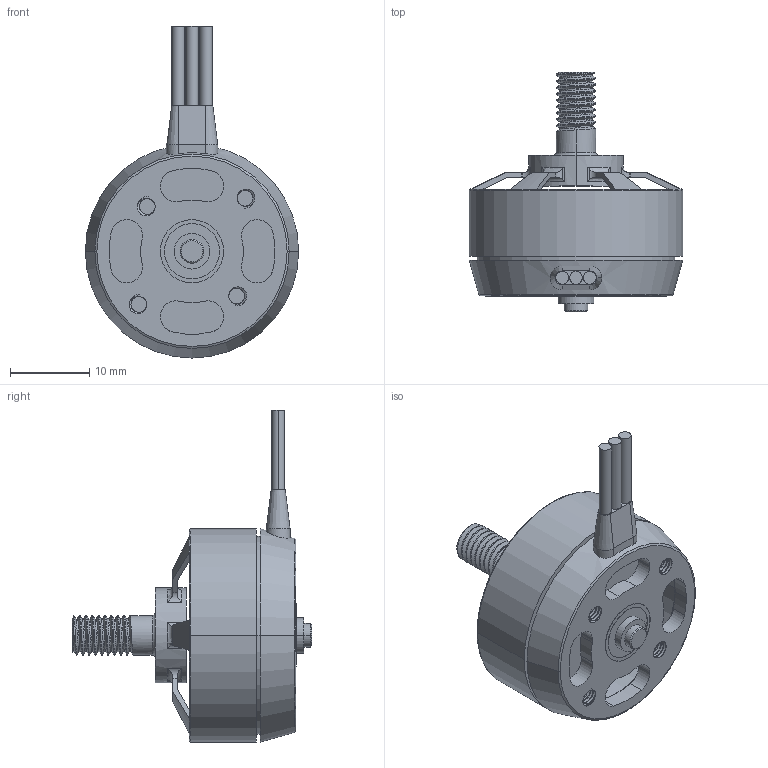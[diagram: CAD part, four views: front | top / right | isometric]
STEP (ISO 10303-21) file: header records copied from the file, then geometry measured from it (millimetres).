
FILE_DESCRIPTION (( 'STEP AP203' ), '1' );
FILE_NAME ('T-Motor_Air2205.STEP', '2017-08-29T14:44:19', ( '' ), ( '' ), 'SwSTEP 2.0', 'SolidWorks 2017', '' );
FILE_SCHEMA (( 'CONFIG_CONTROL_DESIGN' ));
Length unit declared in the file: millimetre
Products named in the file (1): T-Motor_Air2205
Bounding box: 27 x 30.3 x 42 mm (x, y, z)
Volume: 6491.7 mm3; surface area: 4534.7 mm2
Topology: 1 solids, 1 shells, 231 faces, 636 edges, 410 vertices
Faces by surface type: cylinder 126, plane 53, cone 20, torus 17, bspline 15
Entity records: 12731 total; most frequent: CARTESIAN_POINT 7134, ORIENTED_EDGE 1272, DIRECTION 1081, EDGE_CURVE 636, AXIS2_PLACEMENT_3D 443, VERTEX_POINT 410, EDGE_LOOP 260, ADVANCED_FACE 231
